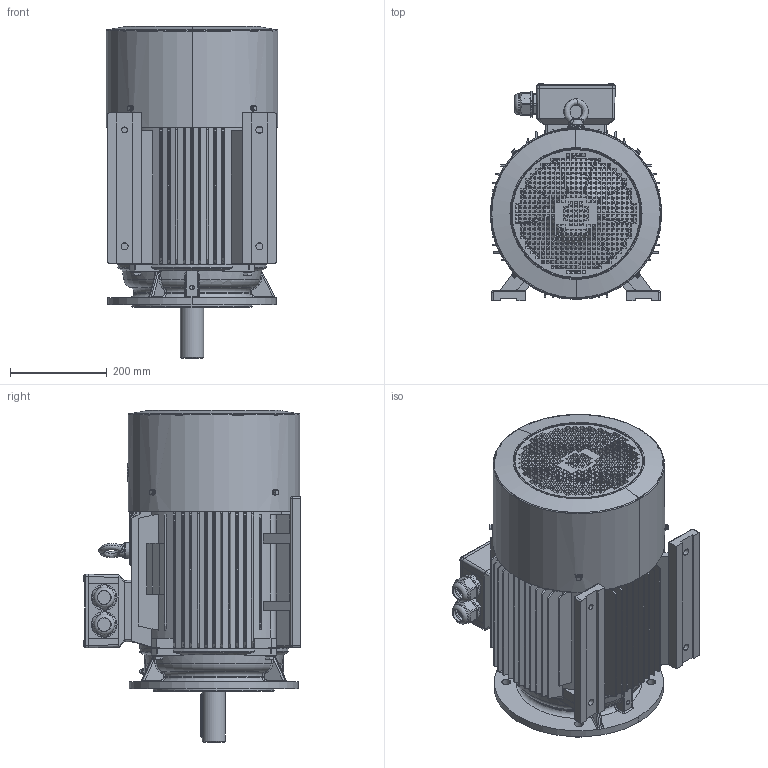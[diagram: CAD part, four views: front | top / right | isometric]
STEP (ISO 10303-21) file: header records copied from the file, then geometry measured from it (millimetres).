
FILE_DESCRIPTION(/* description */ (''),/* implementation_level */ '2;1');
FILE_NAME(/* name */ 'JM1-180M-B35.stp',/* time_stamp */ '2018-12-30T16:28:46+08:00',/* author */ (''),/* organization */ (''),/* preprocessor_version */ 'ST-DEVELOPER v16.7',/* originating_system */ 'SIEMENS PLM Software NX 12.0',/* authorisation */ '');
FILE_SCHEMA (('AP203_CONFIGURATION_CONTROLLED_3D_DESIGN_OF_MECHANICAL_PARTS_AND_ASSEMBLIES_MIM_LF { 1 0 10303 403 2 1 2}'));
Length unit declared in the file: millimetre
Products named in the file (1): JM1-180M-B35
Bounding box: 355 x 450.6 x 686.98 mm (x, y, z)
Volume: 14402187.6 mm3; surface area: 4421337.9 mm2
Topology: 67 solids, 69 shells, 7035 faces, 19280 edges, 12496 vertices
Faces by surface type: plane 4644, cylinder 1115, torus 487, bspline 396, cone 383, sphere 10
Full cylindrical faces by diameter (mm): 2 x2, 5.35 x4, 6 x8, 6.4 x4, 7.188 x10, 8 x10, 9.026 x8, 9.1 x10, 10 x10, 11.2 x8, 12 x4, 16 x1, 27.5 x2, 32.5 x4, 38.75 x12, 40 x4, 41.25 x12, 43.125 x2, 48 x1, 49 x2, 51 x2, 52 x2, 53.125 x2
Entity records: 249277 total; most frequent: CARTESIAN_POINT 72699, ORIENTED_EDGE 37630, DIRECTION 33135, EDGE_CURVE 18815, LINE 13155, VECTOR 13155, VERTEX_POINT 12343, AXIS2_PLACEMENT_3D 9990
